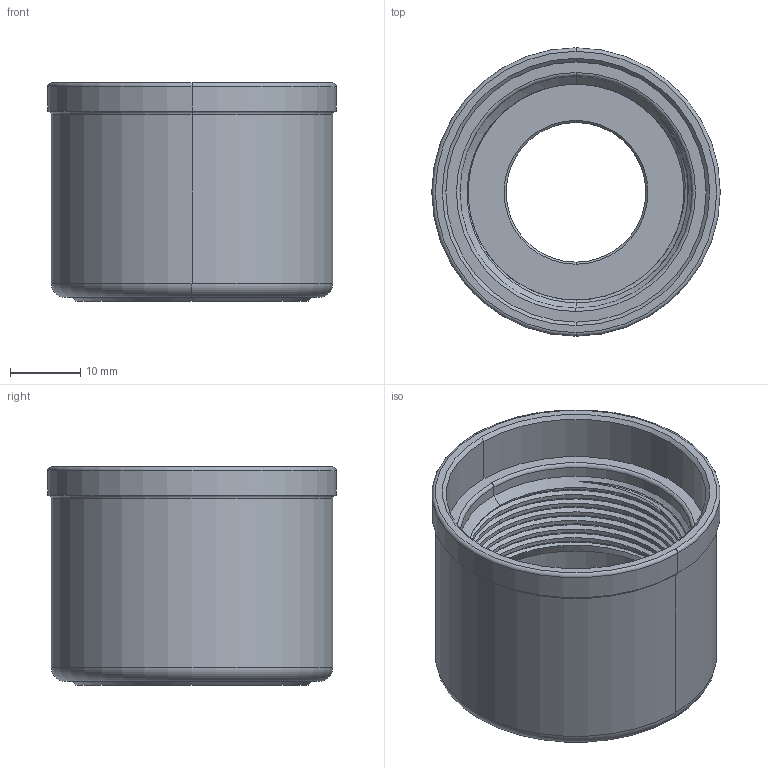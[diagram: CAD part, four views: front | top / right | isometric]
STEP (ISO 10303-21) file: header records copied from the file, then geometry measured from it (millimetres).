
FILE_DESCRIPTION((''),'2;1');
FILE_NAME('KPS16_NUT','2021-03-29T',('104091'),(''),'CREO PARAMETRIC BY PTC INC, 2016260','CREO PARAMETRIC BY PTC INC, 2016260','');
FILE_SCHEMA(('CONFIG_CONTROL_DESIGN'));
Length unit declared in the file: millimetre
Products named in the file (1): KPS16_NUT
Bounding box: 41 x 41 x 31 mm (x, y, z)
Volume: 14381.5 mm3; surface area: 9201.6 mm2
Topology: 1 solids, 1 shells, 71 faces, 163 edges, 98 vertices
Faces by surface type: cylinder 27, torus 14, cone 12, bspline 12, plane 6
Entity records: 4699 total; most frequent: CARTESIAN_POINT 3141, ORIENTED_EDGE 326, DIRECTION 296, EDGE_CURVE 163, AXIS2_PLACEMENT_3D 126, VERTEX_POINT 98, EDGE_LOOP 77, FACE_OUTER_BOUND 71
